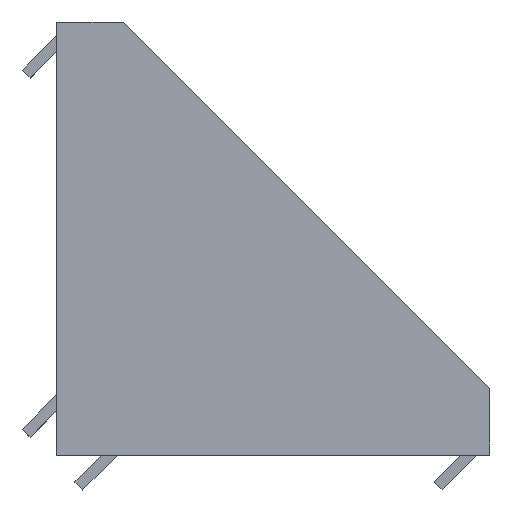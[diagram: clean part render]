
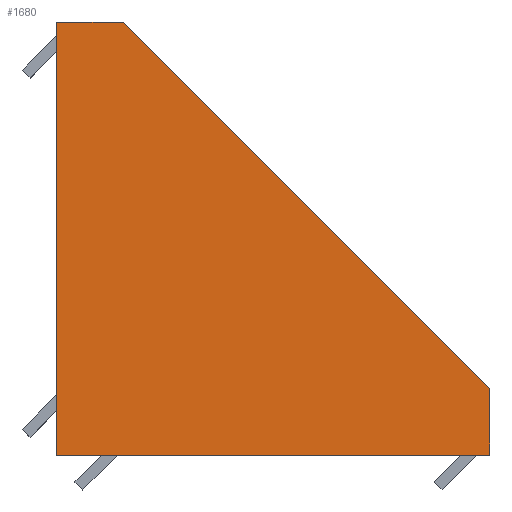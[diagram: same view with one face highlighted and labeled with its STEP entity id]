
A CAD part, top view. The second image highlights one B-rep face of the part: STEP entity #1680.
In plain terms, the highlighted planar face has unit normal (0, 0, 1).
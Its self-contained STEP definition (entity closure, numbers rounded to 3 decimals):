
#112=PLANE('',#1800);
#200=FACE_OUTER_BOUND('',#300,.T.);
#300=EDGE_LOOP('',(#1582,#1583,#1584,#1585,#1586));
#495=LINE('',#2646,#713);
#505=LINE('',#2665,#723);
#510=LINE('',#2676,#728);
#517=LINE('',#2688,#735);
#518=LINE('',#2690,#736);
#713=VECTOR('',#2171,10.);
#723=VECTOR('',#2191,10.);
#728=VECTOR('',#2202,10.);
#735=VECTOR('',#2215,10.);
#736=VECTOR('',#2218,10.);
#886=VERTEX_POINT('',#2643);
#887=VERTEX_POINT('',#2645);
#891=VERTEX_POINT('',#2663);
#893=VERTEX_POINT('',#2673);
#894=VERTEX_POINT('',#2675);
#1103=EDGE_CURVE('',#886,#887,#495,.T.);
#1113=EDGE_CURVE('',#891,#886,#505,.T.);
#1118=EDGE_CURVE('',#893,#894,#510,.T.);
#1125=EDGE_CURVE('',#887,#893,#517,.T.);
#1126=EDGE_CURVE('',#894,#891,#518,.T.);
#1582=ORIENTED_EDGE('',*,*,#1125,.F.);
#1583=ORIENTED_EDGE('',*,*,#1103,.F.);
#1584=ORIENTED_EDGE('',*,*,#1113,.F.);
#1585=ORIENTED_EDGE('',*,*,#1126,.F.);
#1586=ORIENTED_EDGE('',*,*,#1118,.F.);
#1680=ADVANCED_FACE('',(#200),#112,.T.);
#1800=AXIS2_PLACEMENT_3D('',#2691,#2219,#2220);
#2171=DIRECTION('',(0.,1.,0.));
#2191=DIRECTION('',(-1.,0.,0.));
#2202=DIRECTION('',(0.707,-0.707,0.));
#2215=DIRECTION('',(1.,0.,0.));
#2218=DIRECTION('',(0.,-1.,0.));
#2219=DIRECTION('center_axis',(0.,0.,1.));
#2220=DIRECTION('ref_axis',(1.,0.,0.));
#2643=CARTESIAN_POINT('',(0.,0.,20.));
#2645=CARTESIAN_POINT('',(0.,39.,20.));
#2646=CARTESIAN_POINT('',(0.,0.,20.));
#2663=CARTESIAN_POINT('',(39.,0.,20.));
#2665=CARTESIAN_POINT('',(39.,0.,20.));
#2673=CARTESIAN_POINT('',(6.,39.,20.));
#2675=CARTESIAN_POINT('',(39.,6.,20.));
#2676=CARTESIAN_POINT('',(6.,39.,20.));
#2688=CARTESIAN_POINT('',(0.,39.,20.));
#2690=CARTESIAN_POINT('',(39.,6.,20.));
#2691=CARTESIAN_POINT('Origin',(15.092,15.092,20.));
